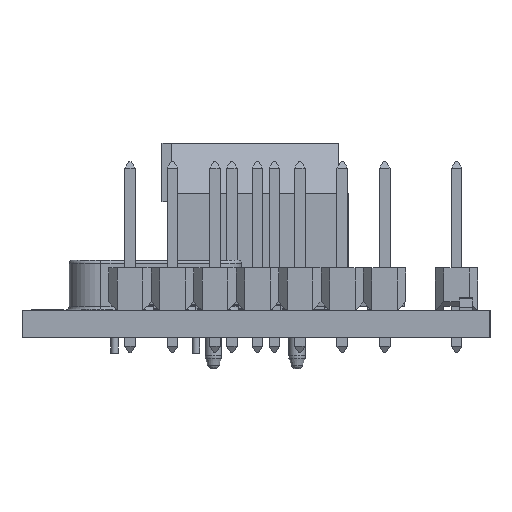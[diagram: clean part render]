
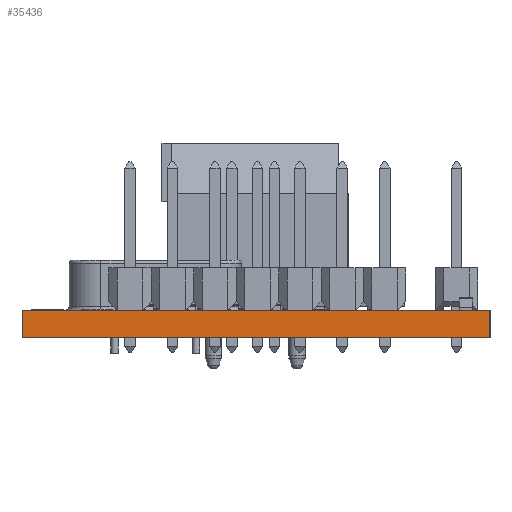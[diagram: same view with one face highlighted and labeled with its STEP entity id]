
A CAD part, left-side view. The second image highlights one B-rep face of the part: STEP entity #35436.
In plain terms, the highlighted face is planar.
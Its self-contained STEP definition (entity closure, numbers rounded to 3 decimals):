
#2221=PLANE('',#37966);
#4516=LINE('',#67902,#7757);
#4519=LINE('',#67933,#7760);
#4520=LINE('',#67935,#7761);
#4521=LINE('',#67936,#7762);
#7757=VECTOR('',#43337,10.);
#7760=VECTOR('',#43376,10.);
#7761=VECTOR('',#43377,10.);
#7762=VECTOR('',#43378,10.);
#11026=FACE_OUTER_BOUND('',#13204,.T.);
#13204=EDGE_LOOP('',(#28857,#28858,#28859,#28860));
#16601=VERTEX_POINT('',#67898);
#16603=VERTEX_POINT('',#67901);
#16613=VERTEX_POINT('',#67932);
#16614=VERTEX_POINT('',#67934);
#20874=EDGE_CURVE('',#16603,#16601,#4516,.T.);
#20885=EDGE_CURVE('',#16601,#16613,#4519,.T.);
#20886=EDGE_CURVE('',#16614,#16613,#4520,.T.);
#20887=EDGE_CURVE('',#16603,#16614,#4521,.T.);
#28857=ORIENTED_EDGE('',*,*,#20874,.T.);
#28858=ORIENTED_EDGE('',*,*,#20885,.T.);
#28859=ORIENTED_EDGE('',*,*,#20886,.F.);
#28860=ORIENTED_EDGE('',*,*,#20887,.F.);
#35436=ADVANCED_FACE('',(#11026),#2221,.T.);
#37966=AXIS2_PLACEMENT_3D('',#67931,#43374,#43375);
#43337=DIRECTION('',(0.,1.,0.));
#43374=DIRECTION('center_axis',(1.,0.,0.));
#43375=DIRECTION('ref_axis',(0.,1.,0.));
#43376=DIRECTION('',(0.,0.,1.));
#43377=DIRECTION('',(0.,1.,0.));
#43378=DIRECTION('',(0.,0.,1.));
#67898=CARTESIAN_POINT('',(20.,14.,0.));
#67901=CARTESIAN_POINT('',(20.,-14.,0.));
#67902=CARTESIAN_POINT('',(20.,-14.,0.));
#67931=CARTESIAN_POINT('Origin',(20.,-14.,0.));
#67932=CARTESIAN_POINT('',(20.,14.,1.62));
#67933=CARTESIAN_POINT('',(20.,14.,0.));
#67934=CARTESIAN_POINT('',(20.,-14.,1.62));
#67935=CARTESIAN_POINT('',(20.,-14.,1.62));
#67936=CARTESIAN_POINT('',(20.,-14.,0.));
